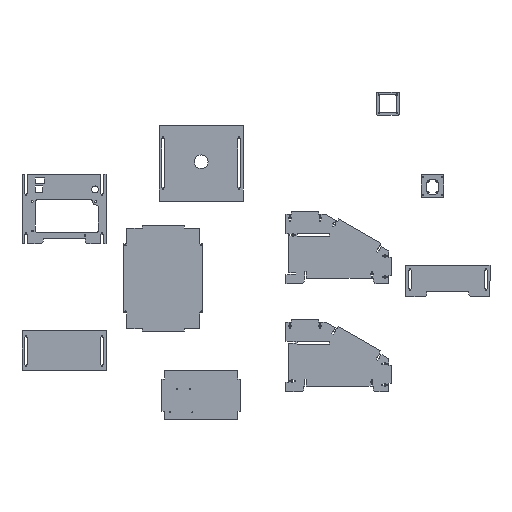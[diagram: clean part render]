
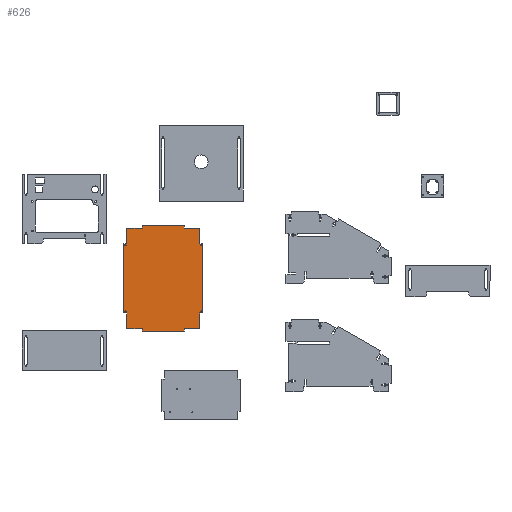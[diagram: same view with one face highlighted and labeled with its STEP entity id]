
A CAD part, top view. The second image highlights one B-rep face of the part: STEP entity #626.
In plain terms, the highlighted planar face has unit normal (0, 0, 1).
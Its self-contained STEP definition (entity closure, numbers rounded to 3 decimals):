
#626=ADVANCED_FACE('',(#3066,#3067,#3068,#3069,#3070),#995,.F.);
#995=PLANE('',#7663);
#1300=LINE('',#10068,#2183);
#1301=LINE('',#10071,#2184);
#1302=LINE('',#10073,#2185);
#1303=LINE('',#10075,#2186);
#1304=LINE('',#10077,#2187);
#1305=LINE('',#10079,#2188);
#1306=LINE('',#10081,#2189);
#1307=LINE('',#10083,#2190);
#1308=LINE('',#10085,#2191);
#1309=LINE('',#10087,#2192);
#1310=LINE('',#10089,#2193);
#1311=LINE('',#10091,#2194);
#1312=LINE('',#10093,#2195);
#1313=LINE('',#10095,#2196);
#1314=LINE('',#10097,#2197);
#1315=LINE('',#10099,#2198);
#1316=LINE('',#10101,#2199);
#1317=LINE('',#10103,#2200);
#1318=LINE('',#10105,#2201);
#1319=LINE('',#10107,#2202);
#2183=VECTOR('',#8170,1.);
#2184=VECTOR('',#8171,1.);
#2185=VECTOR('',#8172,1.);
#2186=VECTOR('',#8173,1.);
#2187=VECTOR('',#8174,1.);
#2188=VECTOR('',#8175,1.);
#2189=VECTOR('',#8176,1.);
#2190=VECTOR('',#8177,1.);
#2191=VECTOR('',#8178,1.);
#2192=VECTOR('',#8179,1.);
#2193=VECTOR('',#8180,1.);
#2194=VECTOR('',#8181,1.);
#2195=VECTOR('',#8182,1.);
#2196=VECTOR('',#8183,1.);
#2197=VECTOR('',#8184,1.);
#2198=VECTOR('',#8185,1.);
#2199=VECTOR('',#8186,1.);
#2200=VECTOR('',#8187,1.);
#2201=VECTOR('',#8188,1.);
#2202=VECTOR('',#8189,1.);
#3066=FACE_BOUND('',#3276,.T.);
#3067=FACE_BOUND('',#3277,.T.);
#3068=FACE_BOUND('',#3278,.T.);
#3069=FACE_BOUND('',#3279,.T.);
#3070=FACE_BOUND('',#3280,.T.);
#3276=EDGE_LOOP('',(#3795));
#3277=EDGE_LOOP('',(#3796,#3797,#3798,#3799,#3800,#3801,#3802,#3803,#3804,
#3805,#3806,#3807,#3808,#3809,#3810,#3811,#3812,#3813,#3814,#3815));
#3278=EDGE_LOOP('',(#3816));
#3279=EDGE_LOOP('',(#3817));
#3280=EDGE_LOOP('',(#3818));
#3795=ORIENTED_EDGE('',*,*,#6519,.F.);
#3796=ORIENTED_EDGE('',*,*,#6520,.F.);
#3797=ORIENTED_EDGE('',*,*,#6521,.F.);
#3798=ORIENTED_EDGE('',*,*,#6522,.F.);
#3799=ORIENTED_EDGE('',*,*,#6523,.F.);
#3800=ORIENTED_EDGE('',*,*,#6524,.F.);
#3801=ORIENTED_EDGE('',*,*,#6525,.F.);
#3802=ORIENTED_EDGE('',*,*,#6526,.F.);
#3803=ORIENTED_EDGE('',*,*,#6527,.F.);
#3804=ORIENTED_EDGE('',*,*,#6528,.F.);
#3805=ORIENTED_EDGE('',*,*,#6529,.F.);
#3806=ORIENTED_EDGE('',*,*,#6530,.F.);
#3807=ORIENTED_EDGE('',*,*,#6531,.F.);
#3808=ORIENTED_EDGE('',*,*,#6532,.F.);
#3809=ORIENTED_EDGE('',*,*,#6533,.F.);
#3810=ORIENTED_EDGE('',*,*,#6534,.F.);
#3811=ORIENTED_EDGE('',*,*,#6535,.F.);
#3812=ORIENTED_EDGE('',*,*,#6536,.F.);
#3813=ORIENTED_EDGE('',*,*,#6537,.F.);
#3814=ORIENTED_EDGE('',*,*,#6538,.F.);
#3815=ORIENTED_EDGE('',*,*,#6539,.F.);
#3816=ORIENTED_EDGE('',*,*,#6540,.T.);
#3817=ORIENTED_EDGE('',*,*,#6541,.T.);
#3818=ORIENTED_EDGE('',*,*,#6542,.F.);
#5817=VERTEX_POINT('',#10067);
#5818=VERTEX_POINT('',#10069);
#5819=VERTEX_POINT('',#10070);
#5820=VERTEX_POINT('',#10072);
#5821=VERTEX_POINT('',#10074);
#5822=VERTEX_POINT('',#10076);
#5823=VERTEX_POINT('',#10078);
#5824=VERTEX_POINT('',#10080);
#5825=VERTEX_POINT('',#10082);
#5826=VERTEX_POINT('',#10084);
#5827=VERTEX_POINT('',#10086);
#5828=VERTEX_POINT('',#10088);
#5829=VERTEX_POINT('',#10090);
#5830=VERTEX_POINT('',#10092);
#5831=VERTEX_POINT('',#10094);
#5832=VERTEX_POINT('',#10096);
#5833=VERTEX_POINT('',#10098);
#5834=VERTEX_POINT('',#10100);
#5835=VERTEX_POINT('',#10102);
#5836=VERTEX_POINT('',#10104);
#5837=VERTEX_POINT('',#10106);
#5838=VERTEX_POINT('',#10109);
#5839=VERTEX_POINT('',#10111);
#5840=VERTEX_POINT('',#10113);
#6519=EDGE_CURVE('',#5817,#5817,#7530,.T.);
#6520=EDGE_CURVE('',#5818,#5819,#1300,.T.);
#6521=EDGE_CURVE('',#5820,#5818,#1301,.T.);
#6522=EDGE_CURVE('',#5821,#5820,#1302,.T.);
#6523=EDGE_CURVE('',#5822,#5821,#1303,.T.);
#6524=EDGE_CURVE('',#5823,#5822,#1304,.T.);
#6525=EDGE_CURVE('',#5824,#5823,#1305,.T.);
#6526=EDGE_CURVE('',#5825,#5824,#1306,.T.);
#6527=EDGE_CURVE('',#5826,#5825,#1307,.T.);
#6528=EDGE_CURVE('',#5827,#5826,#1308,.T.);
#6529=EDGE_CURVE('',#5828,#5827,#1309,.T.);
#6530=EDGE_CURVE('',#5829,#5828,#1310,.T.);
#6531=EDGE_CURVE('',#5830,#5829,#1311,.T.);
#6532=EDGE_CURVE('',#5831,#5830,#1312,.T.);
#6533=EDGE_CURVE('',#5832,#5831,#1313,.T.);
#6534=EDGE_CURVE('',#5833,#5832,#1314,.T.);
#6535=EDGE_CURVE('',#5834,#5833,#1315,.T.);
#6536=EDGE_CURVE('',#5835,#5834,#1316,.T.);
#6537=EDGE_CURVE('',#5836,#5835,#1317,.T.);
#6538=EDGE_CURVE('',#5837,#5836,#1318,.T.);
#6539=EDGE_CURVE('',#5819,#5837,#1319,.T.);
#6540=EDGE_CURVE('',#5838,#5838,#7531,.T.);
#6541=EDGE_CURVE('',#5839,#5839,#7532,.T.);
#6542=EDGE_CURVE('',#5840,#5840,#7533,.T.);
#7530=CIRCLE('',#7659,1.5);
#7531=CIRCLE('',#7660,1.5);
#7532=CIRCLE('',#7661,1.5);
#7533=CIRCLE('',#7662,1.5);
#7659=AXIS2_PLACEMENT_3D('',#10066,#8168,#8169);
#7660=AXIS2_PLACEMENT_3D('',#10108,#8190,#8191);
#7661=AXIS2_PLACEMENT_3D('',#10110,#8192,#8193);
#7662=AXIS2_PLACEMENT_3D('',#10112,#8194,#8195);
#7663=AXIS2_PLACEMENT_3D('',#10114,#8196,#8197);
#8168=DIRECTION('',(0.,0.,1.));
#8169=DIRECTION('',(1.,0.,0.));
#8170=DIRECTION('',(0.,1.,0.));
#8171=DIRECTION('',(-1.,0.,0.));
#8172=DIRECTION('',(0.,1.,0.));
#8173=DIRECTION('',(-1.,0.,0.));
#8174=DIRECTION('',(0.,1.,0.));
#8175=DIRECTION('',(-1.,0.,0.));
#8176=DIRECTION('',(0.,-1.,0.));
#8177=DIRECTION('',(-1.,0.,0.));
#8178=DIRECTION('',(0.,-1.,0.));
#8179=DIRECTION('',(-1.,0.,0.));
#8180=DIRECTION('',(0.,-1.,0.));
#8181=DIRECTION('',(1.,0.,0.));
#8182=DIRECTION('',(0.,-1.,0.));
#8183=DIRECTION('',(1.,0.,0.));
#8184=DIRECTION('',(0.,-1.,0.));
#8185=DIRECTION('',(1.,0.,0.));
#8186=DIRECTION('',(0.,1.,0.));
#8187=DIRECTION('',(1.,0.,0.));
#8188=DIRECTION('',(0.,1.,0.));
#8189=DIRECTION('',(1.,0.,0.));
#8190=DIRECTION('',(0.,0.,-1.));
#8191=DIRECTION('',(-1.,0.,0.));
#8192=DIRECTION('',(0.,0.,-1.));
#8193=DIRECTION('',(1.,0.,0.));
#8194=DIRECTION('',(0.,0.,1.));
#8195=DIRECTION('',(-1.,0.,0.));
#8196=DIRECTION('',(0.,0.,-1.));
#8197=DIRECTION('',(-1.,0.,0.));
#10066=CARTESIAN_POINT('',(-83.,72.5,6.));
#10067=CARTESIAN_POINT('',(-81.5,72.5,6.));
#10068=CARTESIAN_POINT('',(-86.,-75.5,6.));
#10069=CARTESIAN_POINT('',(-86.,-75.5,6.));
#10070=CARTESIAN_POINT('',(-86.,75.5,6.));
#10071=CARTESIAN_POINT('',(-80.,-75.5,6.));
#10072=CARTESIAN_POINT('',(-80.,-75.5,6.));
#10073=CARTESIAN_POINT('',(-80.,-109.5,6.));
#10074=CARTESIAN_POINT('',(-80.,-109.5,6.));
#10075=CARTESIAN_POINT('',(-46.,-109.5,6.));
#10076=CARTESIAN_POINT('',(-46.,-109.5,6.));
#10077=CARTESIAN_POINT('',(-46.,-115.5,6.));
#10078=CARTESIAN_POINT('',(-46.,-115.5,6.));
#10079=CARTESIAN_POINT('',(46.,-115.5,6.));
#10080=CARTESIAN_POINT('',(46.,-115.5,6.));
#10081=CARTESIAN_POINT('',(46.,-109.5,6.));
#10082=CARTESIAN_POINT('',(46.,-109.5,6.));
#10083=CARTESIAN_POINT('',(80.,-109.5,6.));
#10084=CARTESIAN_POINT('',(80.,-109.5,6.));
#10085=CARTESIAN_POINT('',(80.,-75.5,6.));
#10086=CARTESIAN_POINT('',(80.,-75.5,6.));
#10087=CARTESIAN_POINT('',(86.,-75.5,6.));
#10088=CARTESIAN_POINT('',(86.,-75.5,6.));
#10089=CARTESIAN_POINT('',(86.,75.5,6.));
#10090=CARTESIAN_POINT('',(86.,75.5,6.));
#10091=CARTESIAN_POINT('',(80.,75.5,6.));
#10092=CARTESIAN_POINT('',(80.,75.5,6.));
#10093=CARTESIAN_POINT('',(80.,109.5,6.));
#10094=CARTESIAN_POINT('',(80.,109.5,6.));
#10095=CARTESIAN_POINT('',(46.,109.5,6.));
#10096=CARTESIAN_POINT('',(46.,109.5,6.));
#10097=CARTESIAN_POINT('',(46.,115.5,6.));
#10098=CARTESIAN_POINT('',(46.,115.5,6.));
#10099=CARTESIAN_POINT('',(-46.,115.5,6.));
#10100=CARTESIAN_POINT('',(-46.,115.5,6.));
#10101=CARTESIAN_POINT('',(-46.,109.5,6.));
#10102=CARTESIAN_POINT('',(-46.,109.5,6.));
#10103=CARTESIAN_POINT('',(-80.,109.5,6.));
#10104=CARTESIAN_POINT('',(-80.,109.5,6.));
#10105=CARTESIAN_POINT('',(-80.,75.5,6.));
#10106=CARTESIAN_POINT('',(-80.,75.5,6.));
#10107=CARTESIAN_POINT('',(-86.,75.5,6.));
#10108=CARTESIAN_POINT('',(83.,72.5,6.));
#10109=CARTESIAN_POINT('',(81.5,72.5,6.));
#10110=CARTESIAN_POINT('',(-83.,-72.5,6.));
#10111=CARTESIAN_POINT('',(-81.5,-72.5,6.));
#10112=CARTESIAN_POINT('',(83.,-72.5,6.));
#10113=CARTESIAN_POINT('',(81.5,-72.5,6.));
#10114=CARTESIAN_POINT('',(-86.,75.5,6.));
